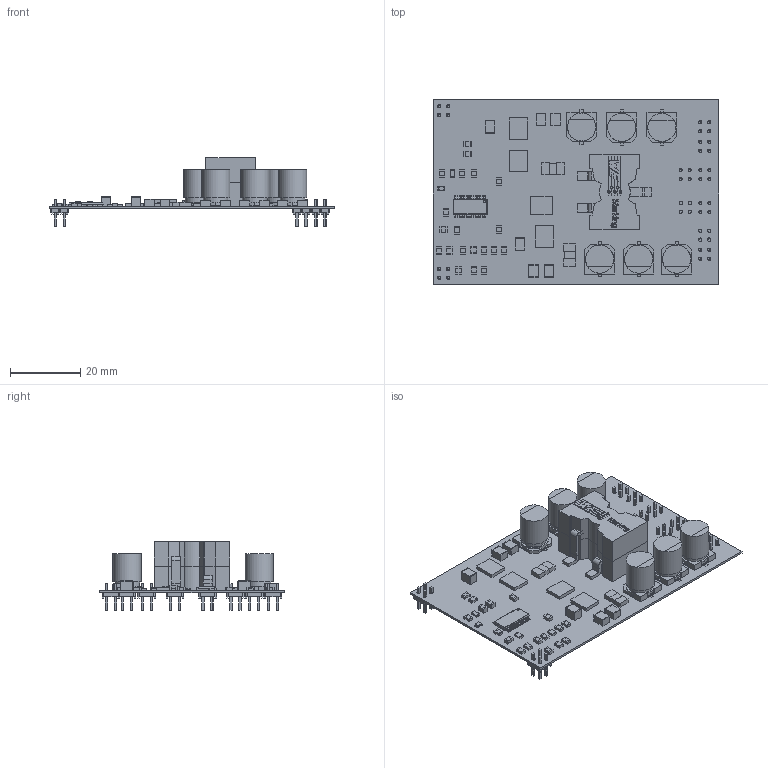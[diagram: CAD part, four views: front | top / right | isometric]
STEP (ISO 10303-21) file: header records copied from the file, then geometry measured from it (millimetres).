
FILE_DESCRIPTION(('Open CASCADE Model'),'2;1');
FILE_NAME('Open CASCADE Shape Model','2020-05-14T18:38:53',('Author'),( 'Open CASCADE'),'Open CASCADE STEP processor 6.8','Open CASCADE 6.8' ,'Unknown');
FILE_SCHEMA(('AUTOMOTIVE_DESIGN { 1 0 10303 214 1 1 1 1 }'));
Length unit declared in the file: millimetre
Products named in the file (140): PCB; Board; Open CASCADE STEP translator 6.8 6.1.1; L1; 744363xxxx; Core_base_customer; Core_customer; U1; 5793623120; Body; PinsArrayLR; ThermalPad; R17; 5812122656; Extruded; 5812123216; R15; 5812119136; 5812118656; R14; R13; R12; R11; 6509113600; 6509113360; R10; R9; R8; R7; 5793624160; Mid_Body; Terminal; Open_CASCADE_STEP_translator_6.8_5.2.1; Mark; R6; 5793623040; term1; term2; body; R5 ...
Assembly tree (214 placements, depth 5):
  PCB
    Board
      Open CASCADE STEP translator 6.8 6.1.1
    L1
      744363xxxx
        Core_base_customer
        Core_base_customer
        Core_customer
    U1
      5793623120
        Body
        PinsArrayLR
        ThermalPad
    R17
      5812122656
        Extruded
      5812123216  x2
        Extruded
    R15
      5812119136  x2
        Extruded
      5812118656
        Extruded
    R14
      5812122656
        Extruded
      5812123216  x2
        Extruded
    R13
      5812119136  x2
        Extruded
      5812118656
        Extruded
    R12
      5812119136  x2
        Extruded
      5812118656
        Extruded
    R11
      6509113600
        Extruded
      6509113360  x2
        Extruded
    R10
      5812119136  x2
        Extruded
      5812118656
        Extruded
    R9
      5812119136  x2
        Extruded
      5812118656
        Extruded
    R8
      5812118656
        Extruded
      5812119136  x2
        Extruded
    R7
      5793624160
Bounding box: 81.15 x 52.45 x 19.57 mm (x, y, z)
Volume: 10341.3 mm3; surface area: 17987.6 mm2
Topology: 176 solids, 182 shells, 2951 faces, 7125 edges, 4632 vertices
Faces by surface type: plane 2592, cylinder 308, extrusion 31, sphere 20
Full cylindrical faces by diameter (mm): 0.55 x1, 0.9 x40, 7 x6, 8 x6
Entity records: 45198 total; most frequent: CARTESIAN_POINT 8195, DIRECTION 6469, ORIENTED_EDGE 6320, EDGE_CURVE 3163, VECTOR 2447, LINE 2416, VERTEX_POINT 2060, AXIS2_PLACEMENT_3D 2011
